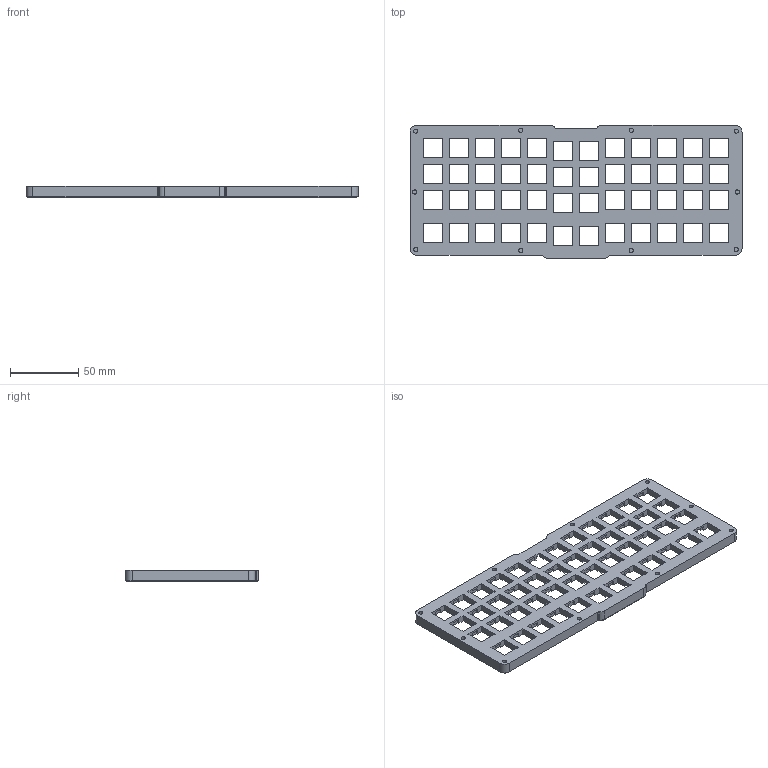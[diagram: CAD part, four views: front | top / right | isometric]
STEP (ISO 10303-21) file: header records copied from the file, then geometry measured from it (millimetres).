
FILE_DESCRIPTION(/* description */ (''),/* implementation_level */ '2;1');
FILE_NAME(/* name */ '1u.step',/* time_stamp */ '2023-03-23T15:47:27-07:00',/* author */ (''),/* organization */ (''),/* preprocessor_version */ 'ST-DEVELOPER v19.2',/* originating_system */ 'Autodesk Translation Framework v11.17.0.187',/* authorisation */ '');
FILE_SCHEMA (('AUTOMOTIVE_DESIGN { 1 0 10303 214 3 1 1 }'));
Length unit declared in the file: millimetre
Products named in the file (1): 1u
Bounding box: 242.6 x 97.34 x 8.35 mm (x, y, z)
Volume: 67677.7 mm3; surface area: 48638.2 mm2
Topology: 1 solids, 1 shells, 890 faces, 2621 edges, 1694 vertices
Faces by surface type: plane 836, cylinder 38, cone 16
Full cylindrical faces by diameter (mm): 3.1 x10
Entity records: 29108 total; most frequent: ORIENTED_EDGE 5242, CARTESIAN_POINT 5206, DIRECTION 4495, EDGE_CURVE 2621, LINE 2529, VECTOR 2529, VERTEX_POINT 1694, AXIS2_PLACEMENT_3D 983
